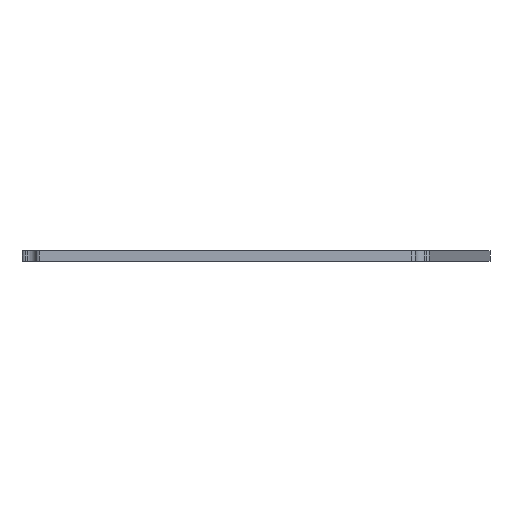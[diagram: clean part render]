
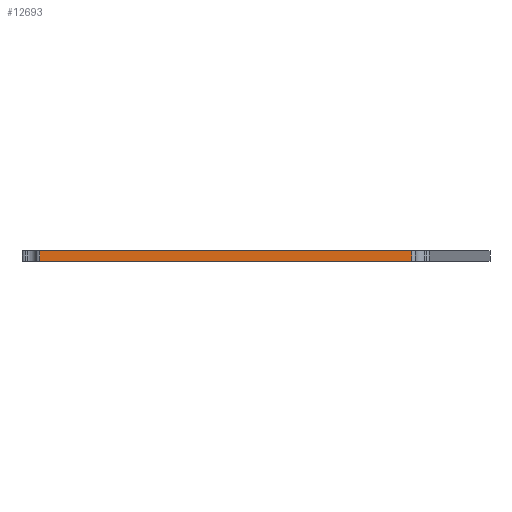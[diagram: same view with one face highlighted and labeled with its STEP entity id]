
A CAD part, left-side view. The second image highlights one B-rep face of the part: STEP entity #12693.
In plain terms, the highlighted planar face has unit normal (-1, 0, 0).
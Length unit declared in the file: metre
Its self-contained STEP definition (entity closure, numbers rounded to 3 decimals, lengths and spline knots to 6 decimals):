
#25=PLANE('',#13372);
#367=LINE('',#18640,#1659);
#368=LINE('',#18644,#1660);
#369=LINE('',#18646,#1661);
#370=LINE('',#18648,#1662);
#1659=VECTOR('',#14726,1.);
#1660=VECTOR('',#14731,1.);
#1661=VECTOR('',#14732,1.);
#1662=VECTOR('',#14733,1.);
#2974=ORIENTED_EDGE('',*,*,#6860,.T.);
#2975=ORIENTED_EDGE('',*,*,#6861,.F.);
#2976=ORIENTED_EDGE('',*,*,#6862,.F.);
#2977=ORIENTED_EDGE('',*,*,#6858,.T.);
#6858=EDGE_CURVE('',#8797,#8796,#367,.T.);
#6860=EDGE_CURVE('',#8796,#8798,#368,.T.);
#6861=EDGE_CURVE('',#8799,#8798,#369,.T.);
#6862=EDGE_CURVE('',#8797,#8799,#370,.T.);
#8796=VERTEX_POINT('',#18639);
#8797=VERTEX_POINT('',#18641);
#8798=VERTEX_POINT('',#18645);
#8799=VERTEX_POINT('',#18647);
#10745=EDGE_LOOP('',(#2974,#2975,#2976,#2977));
#11555=FACE_BOUND('',#10745,.T.);
#12693=ADVANCED_FACE('',(#11555),#25,.F.);
#13372=AXIS2_PLACEMENT_3D('',#18643,#14729,#14730);
#14726=DIRECTION('',(0.,0.,-1.));
#14729=DIRECTION('',(1.,0.,0.));
#14730=DIRECTION('',(0.,0.,-1.));
#14731=DIRECTION('',(0.,-1.,0.));
#14732=DIRECTION('',(0.,0.,-1.));
#14733=DIRECTION('',(0.,-1.,0.));
#18639=CARTESIAN_POINT('',(-0.154608,-0.094406,-0.01));
#18640=CARTESIAN_POINT('',(-0.154608,-0.094406,-0.007));
#18641=CARTESIAN_POINT('',(-0.154608,-0.094406,-0.007));
#18643=CARTESIAN_POINT('',(-0.154608,-0.094856,-0.007));
#18644=CARTESIAN_POINT('',(-0.154608,-0.094856,-0.01));
#18645=CARTESIAN_POINT('',(-0.154608,-0.199306,-0.01));
#18646=CARTESIAN_POINT('',(-0.154608,-0.199306,-0.007));
#18647=CARTESIAN_POINT('',(-0.154608,-0.199306,-0.007));
#18648=CARTESIAN_POINT('',(-0.154608,-0.094856,-0.007));
